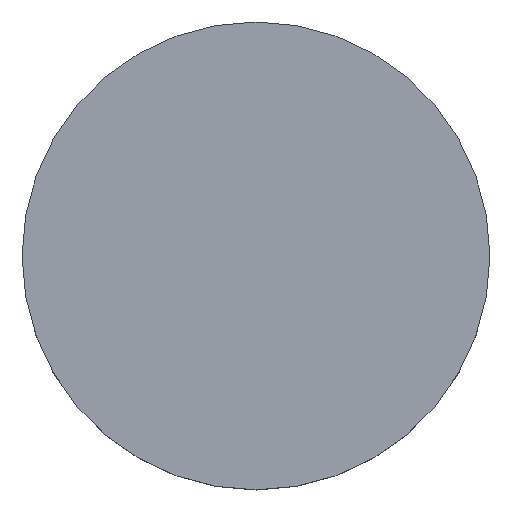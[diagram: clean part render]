
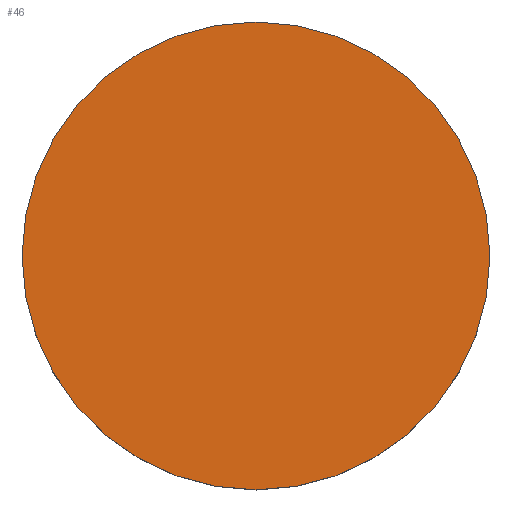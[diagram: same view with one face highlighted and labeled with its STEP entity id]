
A CAD part, top view. The second image highlights one B-rep face of the part: STEP entity #46.
In plain terms, the highlighted planar face has unit normal (0, 0, 1).
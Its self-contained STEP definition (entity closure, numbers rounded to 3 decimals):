
#11 = DIRECTION ( 'NONE',  ( 0., 0., -1. ) ) ;
#14 = EDGE_LOOP ( 'NONE', ( #215, #97 ) ) ;
#30 = DIRECTION ( 'NONE',  ( 0., 0., -1. ) ) ;
#31 = DIRECTION ( 'NONE',  ( 0., -1., 0. ) ) ;
#35 = CIRCLE ( 'NONE', #81, 6.35 ) ;
#46 = ADVANCED_FACE ( 'NONE', ( #167 ), #75, .T. ) ;
#47 = CARTESIAN_POINT ( 'NONE',  ( 0., 0., 3. ) ) ;
#57 = VERTEX_POINT ( 'NONE', #189 ) ;
#58 = CARTESIAN_POINT ( 'NONE',  ( 0., 13.158, 3. ) ) ;
#65 = AXIS2_PLACEMENT_3D ( 'NONE', #58, #188, #87 ) ;
#75 = PLANE ( 'NONE',  #65 ) ;
#81 = AXIS2_PLACEMENT_3D ( 'NONE', #144, #11, #31 ) ;
#87 = DIRECTION ( 'NONE',  ( 1., 0., 0. ) ) ;
#88 = EDGE_CURVE ( 'NONE', #57, #134, #107, .T. ) ;
#97 = ORIENTED_EDGE ( 'NONE', *, *, #179, .F. ) ;
#107 = CIRCLE ( 'NONE', #185, 6.35 ) ;
#134 = VERTEX_POINT ( 'NONE', #191 ) ;
#144 = CARTESIAN_POINT ( 'NONE',  ( 0., 0., 3. ) ) ;
#159 = DIRECTION ( 'NONE',  ( 0., -1., 0. ) ) ;
#167 = FACE_OUTER_BOUND ( 'NONE', #14, .T. ) ;
#179 = EDGE_CURVE ( 'NONE', #134, #57, #35, .T. ) ;
#185 = AXIS2_PLACEMENT_3D ( 'NONE', #47, #30, #159 ) ;
#188 = DIRECTION ( 'NONE',  ( 0., 0., 1. ) ) ;
#189 = CARTESIAN_POINT ( 'NONE',  ( 0., -6.35, 3. ) ) ;
#191 = CARTESIAN_POINT ( 'NONE',  ( 0., 6.35, 3. ) ) ;
#215 = ORIENTED_EDGE ( 'NONE', *, *, #88, .F. ) ;
